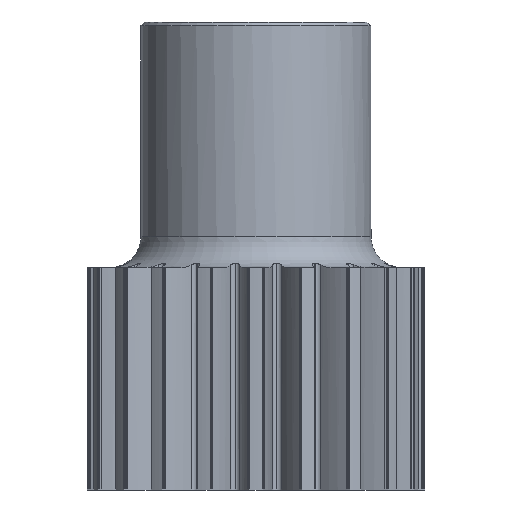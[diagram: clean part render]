
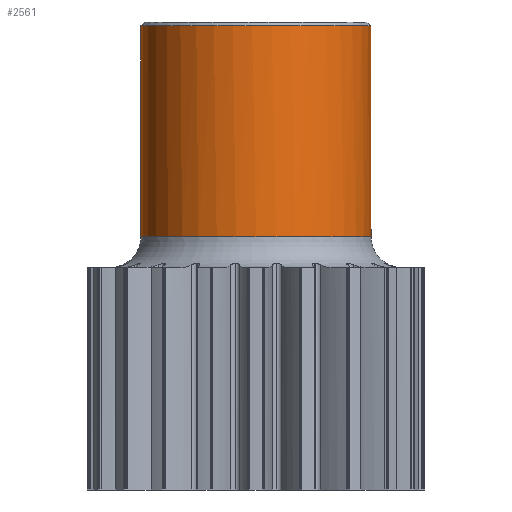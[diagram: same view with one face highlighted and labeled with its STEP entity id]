
A CAD part, front view. The second image highlights one B-rep face of the part: STEP entity #2561.
In plain terms, the highlighted cylindrical face has radius 15 mm (diameter 30 mm), a partial arc.
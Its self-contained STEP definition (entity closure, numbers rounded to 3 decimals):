
#95 = ORIENTED_EDGE ( 'NONE', *, *, #2000, .T. ) ;
#301 = DIRECTION ( 'NONE',  ( 0., 0., -1. ) ) ;
#564 = EDGE_LOOP ( 'NONE', ( #9915, #6105, #10312, #1120, #95, #3787 ) ) ;
#584 = LINE ( 'NONE', #1881, #1374 ) ;
#617 = CARTESIAN_POINT ( 'NONE',  ( -15., 0., 60.5 ) ) ;
#1120 = ORIENTED_EDGE ( 'NONE', *, *, #3271, .T. ) ;
#1374 = VECTOR ( 'NONE', #9020, 1000. ) ;
#1516 = CARTESIAN_POINT ( 'NONE',  ( 14.967, -1., 33.933 ) ) ;
#1675 = EDGE_CURVE ( 'NONE', #3545, #8752, #584, .T. ) ;
#1881 = CARTESIAN_POINT ( 'NONE',  ( 15., 0., 61. ) ) ;
#1960 = CIRCLE ( 'NONE', #3698, 15. ) ;
#2000 = EDGE_CURVE ( 'NONE', #3591, #6683, #9614, .T. ) ;
#2548 = CARTESIAN_POINT ( 'NONE',  ( -15., 0., 33. ) ) ;
#2561 = ADVANCED_FACE ( 'NONE', ( #12619 ), #7412, .T. ) ;
#2678 = CARTESIAN_POINT ( 'NONE',  ( 14.989, -0.667, 33.923 ) ) ;
#2717 = CIRCLE ( 'NONE', #5556, 15. ) ;
#3271 = EDGE_CURVE ( 'NONE', #5699, #3591, #1960, .T. ) ;
#3545 = VERTEX_POINT ( 'NONE', #6558 ) ;
#3591 = VERTEX_POINT ( 'NONE', #617 ) ;
#3684 = VERTEX_POINT ( 'NONE', #12429 ) ;
#3698 = AXIS2_PLACEMENT_3D ( 'NONE', #6969, #6830, #7918 ) ;
#3787 = ORIENTED_EDGE ( 'NONE', *, *, #8723, .T. ) ;
#3896 = CARTESIAN_POINT ( 'NONE',  ( 14.967, -1., 60.5 ) ) ;
#4479 = CARTESIAN_POINT ( 'NONE',  ( 15., 0., 33. ) ) ;
#5556 = AXIS2_PLACEMENT_3D ( 'NONE', #8344, #9623, #6441 ) ;
#5699 = VERTEX_POINT ( 'NONE', #3896 ) ;
#6105 = ORIENTED_EDGE ( 'NONE', *, *, #11748, .F. ) ;
#6189 = DIRECTION ( 'NONE',  ( 0., 0., -1. ) ) ;
#6211 = LINE ( 'NONE', #11627, #8779 ) ;
#6441 = DIRECTION ( 'NONE',  ( 1., 0., 0. ) ) ;
#6558 = CARTESIAN_POINT ( 'NONE',  ( 15., 0., 33.919 ) ) ;
#6683 = VERTEX_POINT ( 'NONE', #2548 ) ;
#6824 = CARTESIAN_POINT ( 'NONE',  ( 15., -0.333, 33.919 ) ) ;
#6830 = DIRECTION ( 'NONE',  ( 0., 0., -1. ) ) ;
#6958 = EDGE_CURVE ( 'NONE', #3684, #5699, #6211, .T. ) ;
#6969 = CARTESIAN_POINT ( 'NONE',  ( 0., 0., 60.5 ) ) ;
#7412 = CYLINDRICAL_SURFACE ( 'NONE', #13434, 15. ) ;
#7918 = DIRECTION ( 'NONE',  ( -1., 0., 0. ) ) ;
#8246 = DIRECTION ( 'NONE',  ( 0., 0., 1. ) ) ;
#8344 = CARTESIAN_POINT ( 'NONE',  ( 0., 0., 33. ) ) ;
#8723 = EDGE_CURVE ( 'NONE', #6683, #8752, #2717, .T. ) ;
#8738 = CARTESIAN_POINT ( 'NONE',  ( 15., 0., 33.919 ) ) ;
#8752 = VERTEX_POINT ( 'NONE', #4479 ) ;
#8779 = VECTOR ( 'NONE', #8246, 1000. ) ;
#9020 = DIRECTION ( 'NONE',  ( 0., 0., -1. ) ) ;
#9431 = CARTESIAN_POINT ( 'NONE',  ( 0., 0., 61. ) ) ;
#9448 = B_SPLINE_CURVE_WITH_KNOTS ( 'NONE', 3,
 ( #1516, #2678, #6824, #8738 ),
 .UNSPECIFIED., .F., .F.,
 ( 4, 4 ),
 ( 0., 0.001 ),
 .UNSPECIFIED. ) ;
#9614 = LINE ( 'NONE', #11581, #10360 ) ;
#9623 = DIRECTION ( 'NONE',  ( 0., 0., 1. ) ) ;
#9915 = ORIENTED_EDGE ( 'NONE', *, *, #1675, .F. ) ;
#10312 = ORIENTED_EDGE ( 'NONE', *, *, #6958, .T. ) ;
#10360 = VECTOR ( 'NONE', #301, 1000. ) ;
#11537 = DIRECTION ( 'NONE',  ( -1., 0., 0. ) ) ;
#11581 = CARTESIAN_POINT ( 'NONE',  ( -15., 0., 61. ) ) ;
#11627 = CARTESIAN_POINT ( 'NONE',  ( 14.967, -1., 61. ) ) ;
#11748 = EDGE_CURVE ( 'NONE', #3684, #3545, #9448, .T. ) ;
#12429 = CARTESIAN_POINT ( 'NONE',  ( 14.967, -1., 33.933 ) ) ;
#12619 = FACE_OUTER_BOUND ( 'NONE', #564, .T. ) ;
#13434 = AXIS2_PLACEMENT_3D ( 'NONE', #9431, #6189, #11537 ) ;
